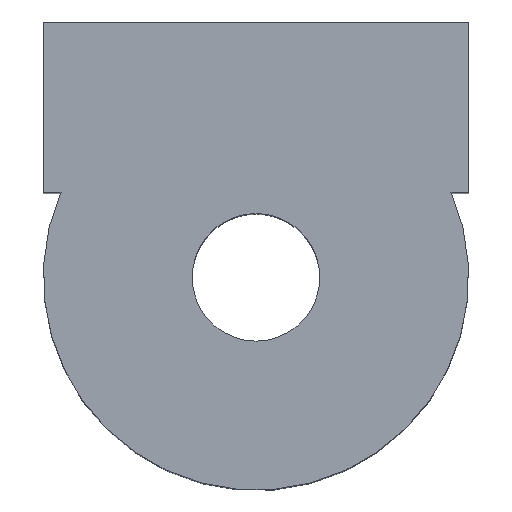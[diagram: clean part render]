
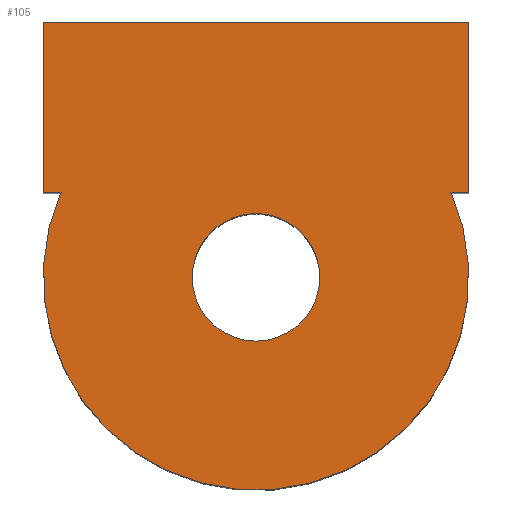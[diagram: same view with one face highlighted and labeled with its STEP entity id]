
A CAD part, top view. The second image highlights one B-rep face of the part: STEP entity #105.
In plain terms, the highlighted planar face has unit normal (0, 0, 1).
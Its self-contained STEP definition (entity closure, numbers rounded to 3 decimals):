
#105=ADVANCED_FACE('',(#121,#122),#114,.T.);
#114=PLANE('',#252);
#121=FACE_BOUND('',#127,.T.);
#122=FACE_BOUND('',#128,.T.);
#127=EDGE_LOOP('',(#171,#172,#173,#174,#175,#176));
#128=EDGE_LOOP('',(#177));
#139=LINE('',#311,#155);
#140=LINE('',#313,#156);
#141=LINE('',#315,#157);
#142=LINE('',#317,#158);
#143=LINE('',#319,#159);
#155=VECTOR('',#267,1.);
#156=VECTOR('',#268,1.);
#157=VECTOR('',#269,1.);
#158=VECTOR('',#270,1.);
#159=VECTOR('',#271,1.);
#171=ORIENTED_EDGE('',*,*,#225,.F.);
#172=ORIENTED_EDGE('',*,*,#226,.F.);
#173=ORIENTED_EDGE('',*,*,#227,.F.);
#174=ORIENTED_EDGE('',*,*,#228,.F.);
#175=ORIENTED_EDGE('',*,*,#229,.F.);
#176=ORIENTED_EDGE('',*,*,#230,.F.);
#177=ORIENTED_EDGE('',*,*,#231,.T.);
#211=VERTEX_POINT('',#309);
#212=VERTEX_POINT('',#310);
#213=VERTEX_POINT('',#312);
#214=VERTEX_POINT('',#314);
#215=VERTEX_POINT('',#316);
#216=VERTEX_POINT('',#318);
#217=VERTEX_POINT('',#321);
#225=EDGE_CURVE('',#211,#212,#245,.T.);
#226=EDGE_CURVE('',#213,#211,#139,.T.);
#227=EDGE_CURVE('',#214,#213,#140,.T.);
#228=EDGE_CURVE('',#215,#214,#141,.T.);
#229=EDGE_CURVE('',#216,#215,#142,.T.);
#230=EDGE_CURVE('',#212,#216,#143,.T.);
#231=EDGE_CURVE('',#217,#217,#246,.T.);
#245=CIRCLE('',#250,25.);
#246=CIRCLE('',#251,7.5);
#250=AXIS2_PLACEMENT_3D('',#308,#265,#266);
#251=AXIS2_PLACEMENT_3D('',#320,#272,#273);
#252=AXIS2_PLACEMENT_3D('',#322,#274,#275);
#265=DIRECTION('',(0.,0.,-1.));
#266=DIRECTION('',(-1.,0.,0.));
#267=DIRECTION('',(-1.,0.,0.));
#268=DIRECTION('',(0.,-1.,0.));
#269=DIRECTION('',(1.,0.,0.));
#270=DIRECTION('',(0.,1.,0.));
#271=DIRECTION('',(-1.,0.,0.));
#272=DIRECTION('',(0.,0.,-1.));
#273=DIRECTION('',(-1.,0.,0.));
#274=DIRECTION('',(0.,0.,1.));
#275=DIRECTION('',(1.,0.,0.));
#308=CARTESIAN_POINT('',(0.,0.,100.));
#309=CARTESIAN_POINT('',(22.913,10.,100.));
#310=CARTESIAN_POINT('',(-22.913,10.,100.));
#311=CARTESIAN_POINT('',(0.,10.,100.));
#312=CARTESIAN_POINT('',(25.,10.,100.));
#313=CARTESIAN_POINT('',(25.,20.,100.));
#314=CARTESIAN_POINT('',(25.,30.,100.));
#315=CARTESIAN_POINT('',(0.,30.,100.));
#316=CARTESIAN_POINT('',(-25.,30.,100.));
#317=CARTESIAN_POINT('',(-25.,20.,100.));
#318=CARTESIAN_POINT('',(-25.,10.,100.));
#319=CARTESIAN_POINT('',(0.,10.,100.));
#320=CARTESIAN_POINT('',(0.,0.,100.));
#321=CARTESIAN_POINT('',(-7.5,0.,100.));
#322=CARTESIAN_POINT('',(0.,0.,100.));
